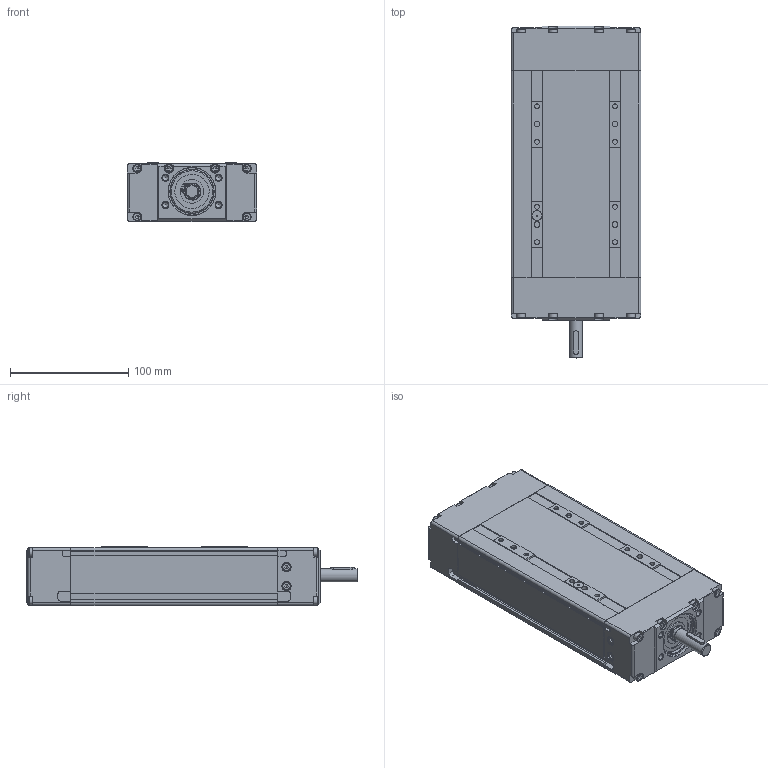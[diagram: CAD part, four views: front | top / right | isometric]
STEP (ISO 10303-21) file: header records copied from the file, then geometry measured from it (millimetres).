
FILE_DESCRIPTION((''),'2;1');
FILE_NAME('CTV 110 L 0 ASM.stp','2011-05-23T10:36:12',('Matej'),(''),'Autodesk Inventor 2011','Autodesk Inventor 2011','');
FILE_SCHEMA(('AUTOMOTIVE_DESIGN { 1 0 10303 214 1 1 1 1 }'));
Length unit declared in the file: millimetre
Products named in the file (6): CTV 110 L 0 ASM; CTV 110 L 0; PROFIL CTV 110 L; KONČNI DEL CTV 110; POGONSKI DEL CTV 110; VOZIČEK CTV 110 L
Assembly tree (5 placements, depth 3):
  CTV 110 L 0 ASM
    CTV 110 L 0
      PROFIL CTV 110 L
      KONČNI DEL CTV 110
      POGONSKI DEL CTV 110
      VOZIČEK CTV 110 L
Bounding box: 110 x 281 x 50 mm (x, y, z)
Volume: 1279983.8 mm3; surface area: 151621.6 mm2
Topology: 5 solids, 9 shells, 499 faces, 1300 edges, 853 vertices
Faces by surface type: plane 345, cylinder 111, torus 22, cone 21
Full cylindrical faces by diameter (mm): 1 x1, 1.7 x2, 4 x4, 4.134 x8, 4.2 x4, 4.917 x4, 5 x4, 7 x16, 8 x4, 8.5 x1, 10 x6, 11 x1, 11.5 x1, 12 x2, 20 x1, 29 x1, 37 x1, 40 x1
Entity records: 14802 total; most frequent: CARTESIAN_POINT 2636, DIRECTION 2372, ORIENTED_EDGE 2312, EDGE_CURVE 1156, VECTOR 832, LINE 832, VERTEX_POINT 814, AXIS2_PLACEMENT_3D 770
